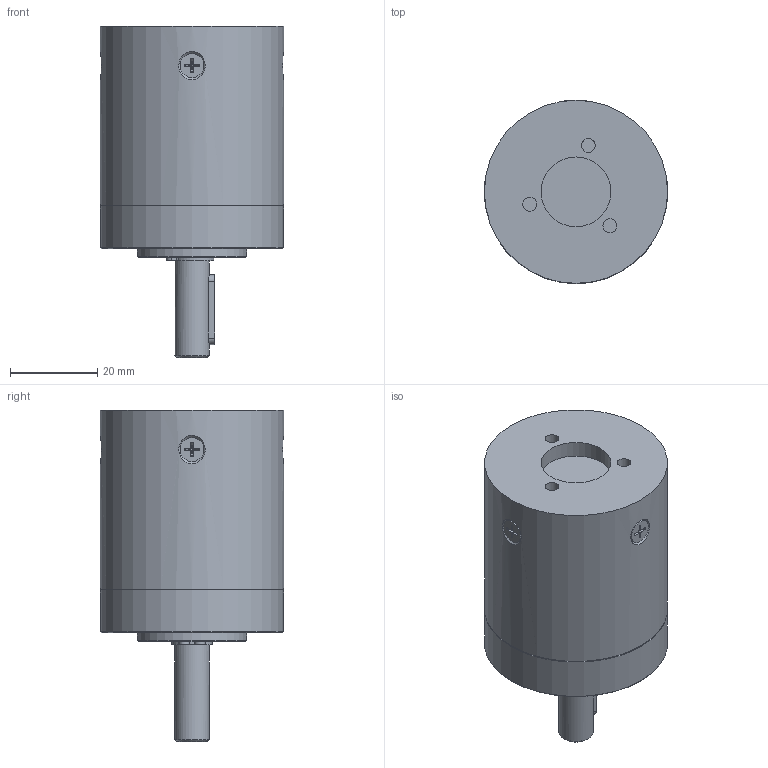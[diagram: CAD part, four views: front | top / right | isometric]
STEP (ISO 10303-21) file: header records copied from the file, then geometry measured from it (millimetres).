
FILE_DESCRIPTION(/* description */ (''),/* implementation_level */ '2;1');
FILE_NAME(/* name */ 'GP42-N1-XX-SRR.stp',/* time_stamp */ '2022-11-04T17:13:05+01:00',/* author */ ('kaiming.cao'),/* organization */ (''),/* preprocessor_version */ 'ST-DEVELOPER v18.1',/* originating_system */ 'Autodesk Inventor 2021',/* authorisation */ '');
FILE_SCHEMA (('AUTOMOTIVE_DESIGN { 1 0 10303 214 3 1 1 }'));
Length unit declared in the file: millimetre
Products named in the file (1): D-00005029
Bounding box: 42 x 42 x 76 mm (x, y, z)
Volume: 71446.3 mm3; surface area: 11632.1 mm2
Topology: 1 solids, 1 shells, 182 faces, 473 edges, 310 vertices
Faces by surface type: cone 60, plane 56, cylinder 46, torus 20
Full cylindrical faces by diameter (mm): 1.2 x2, 2.459 x5, 2.693 x4, 3.2 x4, 3.242 x4, 3.5 x4, 5.5 x4, 8 x1, 16 x1, 25 x1, 42 x2
Entity records: 6482 total; most frequent: CARTESIAN_POINT 1893, ORIENTED_EDGE 920, DIRECTION 895, EDGE_CURVE 460, AXIS2_PLACEMENT_3D 355, VERTEX_POINT 310, EDGE_LOOP 212, LINE 185
